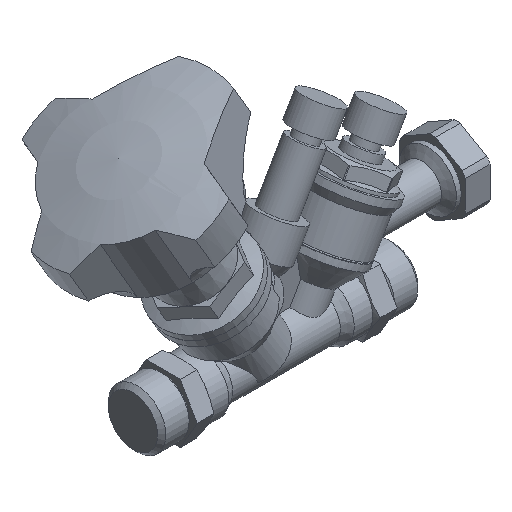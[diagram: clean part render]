
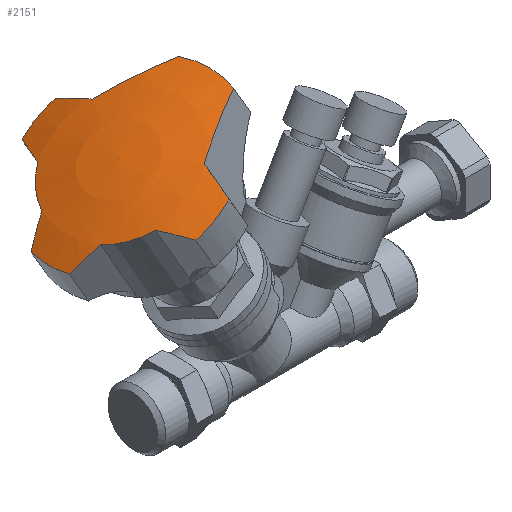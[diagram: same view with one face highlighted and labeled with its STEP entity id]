
A CAD part, isometric view. The second image highlights one B-rep face of the part: STEP entity #2151.
In plain terms, the highlighted spherical face has radius 100 mm.
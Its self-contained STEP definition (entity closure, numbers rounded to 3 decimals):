
#50=SPHERICAL_SURFACE('',#2333,100.);
#485=ORIENTED_EDGE('',*,*,#1052,.F.);
#486=ORIENTED_EDGE('',*,*,#1056,.F.);
#487=ORIENTED_EDGE('',*,*,#1059,.F.);
#488=ORIENTED_EDGE('',*,*,#1091,.F.);
#489=ORIENTED_EDGE('',*,*,#1062,.F.);
#490=ORIENTED_EDGE('',*,*,#1066,.F.);
#491=ORIENTED_EDGE('',*,*,#1069,.F.);
#492=ORIENTED_EDGE('',*,*,#1092,.F.);
#493=ORIENTED_EDGE('',*,*,#1072,.F.);
#494=ORIENTED_EDGE('',*,*,#1076,.F.);
#495=ORIENTED_EDGE('',*,*,#1080,.F.);
#496=ORIENTED_EDGE('',*,*,#1082,.F.);
#497=ORIENTED_EDGE('',*,*,#1044,.F.);
#498=ORIENTED_EDGE('',*,*,#1049,.F.);
#1044=EDGE_CURVE('',#1358,#1359,#1579,.T.);
#1049=EDGE_CURVE('',#1362,#1358,#1580,.F.);
#1052=EDGE_CURVE('',#1365,#1362,#1581,.F.);
#1056=EDGE_CURVE('',#1367,#1365,#1583,.T.);
#1059=EDGE_CURVE('',#1369,#1367,#1584,.F.);
#1062=EDGE_CURVE('',#1372,#1373,#1585,.F.);
#1066=EDGE_CURVE('',#1375,#1372,#1587,.T.);
#1069=EDGE_CURVE('',#1377,#1375,#1588,.F.);
#1072=EDGE_CURVE('',#1380,#1381,#1589,.F.);
#1076=EDGE_CURVE('',#1383,#1380,#1591,.T.);
#1080=EDGE_CURVE('',#1386,#1383,#1592,.F.);
#1082=EDGE_CURVE('',#1359,#1386,#1593,.F.);
#1091=EDGE_CURVE('',#1373,#1369,#1601,.T.);
#1092=EDGE_CURVE('',#1381,#1377,#1602,.T.);
#1358=VERTEX_POINT('',#3211);
#1359=VERTEX_POINT('',#3213);
#1362=VERTEX_POINT('',#3296);
#1365=VERTEX_POINT('',#3353);
#1367=VERTEX_POINT('',#3360);
#1369=VERTEX_POINT('',#3419);
#1372=VERTEX_POINT('',#3476);
#1373=VERTEX_POINT('',#3478);
#1375=VERTEX_POINT('',#3484);
#1377=VERTEX_POINT('',#3545);
#1380=VERTEX_POINT('',#3602);
#1381=VERTEX_POINT('',#3604);
#1383=VERTEX_POINT('',#3610);
#1386=VERTEX_POINT('',#3673);
#1579=CIRCLE('',#2295,35.);
#1580=CIRCLE('',#2297,97.262);
#1581=CIRCLE('',#2299,98.469);
#1583=CIRCLE('',#2302,32.5);
#1584=CIRCLE('',#2304,98.469);
#1585=CIRCLE('',#2306,98.469);
#1587=CIRCLE('',#2309,32.5);
#1588=CIRCLE('',#2311,98.469);
#1589=CIRCLE('',#2313,98.469);
#1591=CIRCLE('',#2316,32.5);
#1592=CIRCLE('',#2318,98.469);
#1593=CIRCLE('',#2320,97.262);
#1601=CIRCLE('',#2330,24.);
#1602=CIRCLE('',#2332,24.);
#1715=EDGE_LOOP('',(#485,#486,#487,#488,#489,#490,#491,#492,#493,#494,#495,
#496,#497,#498));
#1909=FACE_BOUND('',#1715,.T.);
#2151=ADVANCED_FACE('',(#1909),#50,.T.);
#2295=AXIS2_PLACEMENT_3D('',#3212,#2568,#2569);
#2297=AXIS2_PLACEMENT_3D('',#3297,#2575,#2576);
#2299=AXIS2_PLACEMENT_3D('',#3354,#2580,#2581);
#2302=AXIS2_PLACEMENT_3D('',#3361,#2588,#2589);
#2304=AXIS2_PLACEMENT_3D('',#3420,#2593,#2594);
#2306=AXIS2_PLACEMENT_3D('',#3477,#2598,#2599);
#2309=AXIS2_PLACEMENT_3D('',#3485,#2606,#2607);
#2311=AXIS2_PLACEMENT_3D('',#3546,#2611,#2612);
#2313=AXIS2_PLACEMENT_3D('',#3603,#2616,#2617);
#2316=AXIS2_PLACEMENT_3D('',#3611,#2624,#2625);
#2318=AXIS2_PLACEMENT_3D('',#3674,#2630,#2631);
#2320=AXIS2_PLACEMENT_3D('',#3754,#2634,#2635);
#2330=AXIS2_PLACEMENT_3D('',#3766,#2655,#2656);
#2332=AXIS2_PLACEMENT_3D('',#3768,#2659,#2660);
#2333=AXIS2_PLACEMENT_3D('',#3769,#2661,#2662);
#2568=DIRECTION('',(0.5,0.,-0.866));
#2569=DIRECTION('',(0.,1.,0.));
#2575=DIRECTION('',(-0.366,-0.906,-0.211));
#2576=DIRECTION('',(0.785,-0.423,0.453));
#2580=DIRECTION('',(-0.814,-0.342,-0.47));
#2581=DIRECTION('',(0.296,-0.94,0.171));
#2588=DIRECTION('',(0.5,0.,-0.866));
#2589=DIRECTION('',(0.,1.,0.));
#2593=DIRECTION('',(0.814,-0.342,0.47));
#2594=DIRECTION('',(0.296,0.94,0.171));
#2598=DIRECTION('',(0.296,-0.94,0.171));
#2599=DIRECTION('',(0.814,0.342,0.47));
#2606=DIRECTION('',(0.5,0.,-0.866));
#2607=DIRECTION('',(0.,1.,0.));
#2611=DIRECTION('',(0.296,0.94,0.171));
#2612=DIRECTION('',(-0.814,0.342,-0.47));
#2616=DIRECTION('',(0.814,0.342,0.47));
#2617=DIRECTION('',(-0.296,0.94,-0.171));
#2624=DIRECTION('',(0.5,0.,-0.866));
#2625=DIRECTION('',(0.,1.,0.));
#2630=DIRECTION('',(-0.814,0.342,-0.47));
#2631=DIRECTION('',(-0.296,-0.94,-0.171));
#2634=DIRECTION('',(-0.366,0.906,-0.211));
#2635=DIRECTION('',(-0.785,-0.423,-0.453));
#2655=DIRECTION('',(0.5,0.,-0.866));
#2656=DIRECTION('',(0.,1.,0.));
#2659=DIRECTION('',(0.5,0.,-0.866));
#2660=DIRECTION('',(0.,1.,0.));
#2661=DIRECTION('',(0.5,0.,-0.866));
#2662=DIRECTION('',(0.,-1.,0.));
#3211=CARTESIAN_POINT('',(-17.265,10.,96.986));
#3212=CARTESIAN_POINT('',(-46.312,0.,80.216));
#3213=CARTESIAN_POINT('',(-17.265,-10.,96.986));
#3296=CARTESIAN_POINT('',(-38.485,20.463,88.865));
#3297=CARTESIAN_POINT('',(9.03,21.061,4.001));
#3353=CARTESIAN_POINT('',(-40.699,31.737,84.492));
#3354=CARTESIAN_POINT('',(14.712,5.962,7.281));
#3360=CARTESIAN_POINT('',(-52.823,31.737,77.492));
#3361=CARTESIAN_POINT('',(-46.761,0.,80.992));
#3419=CARTESIAN_POINT('',(-57.314,21.463,77.792));
#3420=CARTESIAN_POINT('',(-13.662,5.962,-9.1));
#3476=CARTESIAN_POINT('',(-74.246,7.,65.123));
#3477=CARTESIAN_POINT('',(-4.639,16.381,-3.89));
#3478=CARTESIAN_POINT('',(-66.601,10.739,72.431));
#3484=CARTESIAN_POINT('',(-74.246,-7.,65.123));
#3485=CARTESIAN_POINT('',(-46.761,0.,80.992));
#3545=CARTESIAN_POINT('',(-66.601,-10.739,72.431));
#3546=CARTESIAN_POINT('',(-4.639,-16.381,-3.89));
#3602=CARTESIAN_POINT('',(-52.823,-31.737,77.492));
#3603=CARTESIAN_POINT('',(-13.662,-5.962,-9.1));
#3604=CARTESIAN_POINT('',(-57.314,-21.463,77.792));
#3610=CARTESIAN_POINT('',(-40.699,-31.737,84.492));
#3611=CARTESIAN_POINT('',(-46.761,0.,80.992));
#3673=CARTESIAN_POINT('',(-38.485,-20.463,88.865));
#3674=CARTESIAN_POINT('',(14.712,-5.962,7.281));
#3754=CARTESIAN_POINT('',(9.03,-21.061,4.001));
#3766=CARTESIAN_POINT('',(-48.014,0.,83.162));
#3768=CARTESIAN_POINT('',(-48.014,0.,83.162));
#3769=CARTESIAN_POINT('',(0.525,0.,-0.909));
